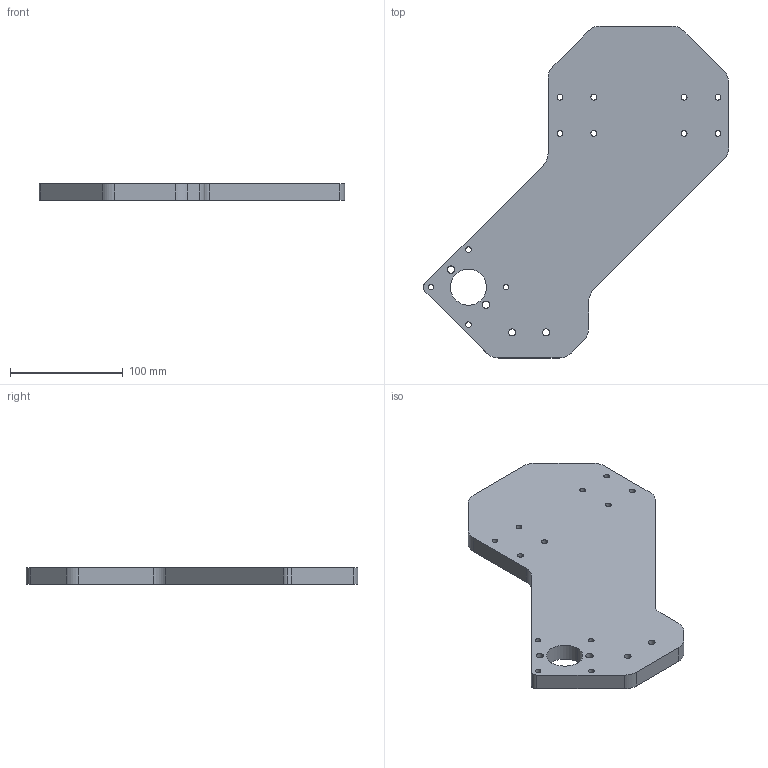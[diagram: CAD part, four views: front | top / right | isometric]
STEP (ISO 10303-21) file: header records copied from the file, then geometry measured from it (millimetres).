
FILE_DESCRIPTION (( 'STEP AP203' ), '1' );
FILE_NAME ('jambe DG15mm.STEP', '2020-01-24T13:17:52', ( 'rannou3d' ), ( '' ), 'SwSTEP 2.0', 'SolidWorks 2015', '' );
FILE_SCHEMA (( 'CONFIG_CONTROL_DESIGN' ));
Length unit declared in the file: millimetre
Products named in the file (1): jambe DG15mm
Bounding box: 270.43 x 294 x 15 mm (x, y, z)
Volume: 609487.4 mm3; surface area: 100197.6 mm2
Topology: 1 solids, 1 shells, 59 faces, 171 edges, 114 vertices
Faces by surface type: cylinder 46, plane 13
Entity records: 2142 total; most frequent: DIRECTION 383, CARTESIAN_POINT 345, ORIENTED_EDGE 342, EDGE_CURVE 171, AXIS2_PLACEMENT_3D 152, VERTEX_POINT 114, EDGE_LOOP 93, CIRCLE 92
